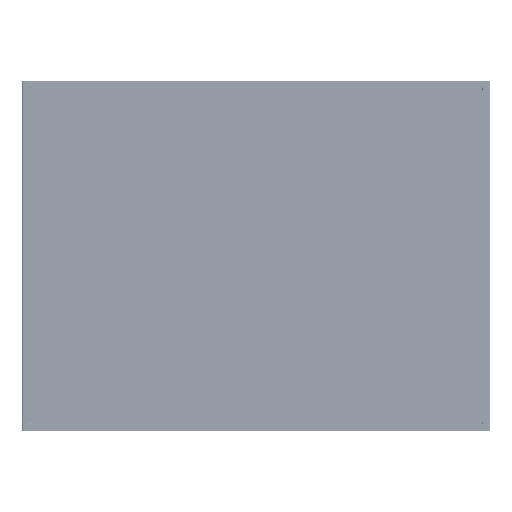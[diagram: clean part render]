
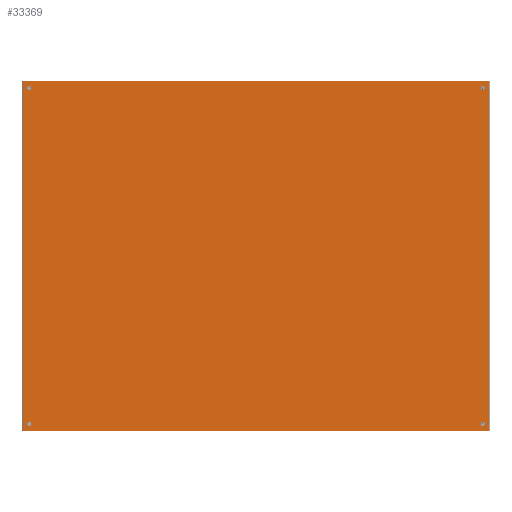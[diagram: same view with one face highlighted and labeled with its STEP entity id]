
A CAD part, left-side view. The second image highlights one B-rep face of the part: STEP entity #33369.
In plain terms, the highlighted face is planar.
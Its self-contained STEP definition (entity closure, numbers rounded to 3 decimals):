
#1042=FACE_BOUND('',#7171,.T.);
#1043=FACE_BOUND('',#7172,.T.);
#1044=FACE_BOUND('',#7173,.T.);
#1045=FACE_BOUND('',#7174,.T.);
#1441=CIRCLE('',#35628,0.219);
#1442=CIRCLE('',#35629,0.219);
#1443=CIRCLE('',#35630,0.219);
#1444=CIRCLE('',#35631,0.219);
#4951=FACE_OUTER_BOUND('',#7170,.T.);
#7170=EDGE_LOOP('',(#22625,#22626,#22627,#22628));
#7171=EDGE_LOOP('',(#22629));
#7172=EDGE_LOOP('',(#22630));
#7173=EDGE_LOOP('',(#22631));
#7174=EDGE_LOOP('',(#22632));
#9840=LINE('',#50685,#12134);
#9845=LINE('',#50702,#12139);
#9849=LINE('',#50716,#12143);
#9851=LINE('',#50719,#12145);
#12134=VECTOR('',#39847,35.852);
#12139=VECTOR('',#39868,35.852);
#12143=VECTOR('',#39888,47.79);
#12145=VECTOR('',#39892,47.79);
#14397=VERTEX_POINT('',#50682);
#14398=VERTEX_POINT('',#50684);
#14401=VERTEX_POINT('',#50699);
#14402=VERTEX_POINT('',#50701);
#14405=VERTEX_POINT('',#50720);
#14406=VERTEX_POINT('',#50722);
#14407=VERTEX_POINT('',#50724);
#14408=VERTEX_POINT('',#50726);
#17509=EDGE_CURVE('',#14398,#14397,#9840,.T.);
#17518=EDGE_CURVE('',#14402,#14401,#9845,.T.);
#17525=EDGE_CURVE('',#14402,#14397,#9849,.T.);
#17527=EDGE_CURVE('',#14398,#14401,#9851,.T.);
#17528=EDGE_CURVE('',#14405,#14405,#1441,.T.);
#17529=EDGE_CURVE('',#14406,#14406,#1442,.T.);
#17530=EDGE_CURVE('',#14407,#14407,#1443,.T.);
#17531=EDGE_CURVE('',#14408,#14408,#1444,.T.);
#22625=ORIENTED_EDGE('',*,*,#17518,.T.);
#22626=ORIENTED_EDGE('',*,*,#17527,.F.);
#22627=ORIENTED_EDGE('',*,*,#17509,.T.);
#22628=ORIENTED_EDGE('',*,*,#17525,.F.);
#22629=ORIENTED_EDGE('',*,*,#17528,.T.);
#22630=ORIENTED_EDGE('',*,*,#17529,.T.);
#22631=ORIENTED_EDGE('',*,*,#17530,.T.);
#22632=ORIENTED_EDGE('',*,*,#17531,.T.);
#32052=PLANE('',#35627);
#33369=ADVANCED_FACE('',(#4951,#1042,#1043,#1044,#1045),#32052,.F.);
#35627=AXIS2_PLACEMENT_3D('',#50718,#39890,#39891);
#35628=AXIS2_PLACEMENT_3D('',#50721,#39893,#39894);
#35629=AXIS2_PLACEMENT_3D('',#50723,#39895,#39896);
#35630=AXIS2_PLACEMENT_3D('',#50725,#39897,#39898);
#35631=AXIS2_PLACEMENT_3D('',#50727,#39899,#39900);
#39847=DIRECTION('',(0.,1.,0.));
#39868=DIRECTION('',(0.,-1.,0.));
#39888=DIRECTION('',(-1.,0.,0.));
#39890=DIRECTION('center_axis',(0.,0.,1.));
#39891=DIRECTION('ref_axis',(1.,0.,0.));
#39892=DIRECTION('',(1.,0.,0.));
#39893=DIRECTION('center_axis',(0.,0.,1.));
#39894=DIRECTION('ref_axis',(1.,0.,0.));
#39895=DIRECTION('center_axis',(0.,0.,1.));
#39896=DIRECTION('ref_axis',(1.,0.,0.));
#39897=DIRECTION('center_axis',(0.,0.,1.));
#39898=DIRECTION('ref_axis',(1.,0.,0.));
#39899=DIRECTION('center_axis',(0.,0.,1.));
#39900=DIRECTION('ref_axis',(1.,0.,0.));
#50682=CARTESIAN_POINT('',(0.105,35.852,0.));
#50684=CARTESIAN_POINT('',(0.105,0.,0.));
#50685=CARTESIAN_POINT('',(0.105,8.963,0.));
#50699=CARTESIAN_POINT('',(47.895,0.,0.));
#50701=CARTESIAN_POINT('',(47.895,35.852,0.));
#50702=CARTESIAN_POINT('',(47.895,26.889,0.));
#50716=CARTESIAN_POINT('',(48.,35.852,0.));
#50718=CARTESIAN_POINT('Origin',(24.,17.926,0.));
#50719=CARTESIAN_POINT('',(0.,0.,0.));
#50720=CARTESIAN_POINT('',(47.469,0.676,0.));
#50721=CARTESIAN_POINT('Origin',(47.25,0.676,0.));
#50722=CARTESIAN_POINT('',(47.469,35.176,0.));
#50723=CARTESIAN_POINT('Origin',(47.25,35.176,0.));
#50724=CARTESIAN_POINT('',(0.969,0.676,0.));
#50725=CARTESIAN_POINT('Origin',(0.75,0.676,0.));
#50726=CARTESIAN_POINT('',(0.969,35.176,0.));
#50727=CARTESIAN_POINT('Origin',(0.75,35.176,0.));
